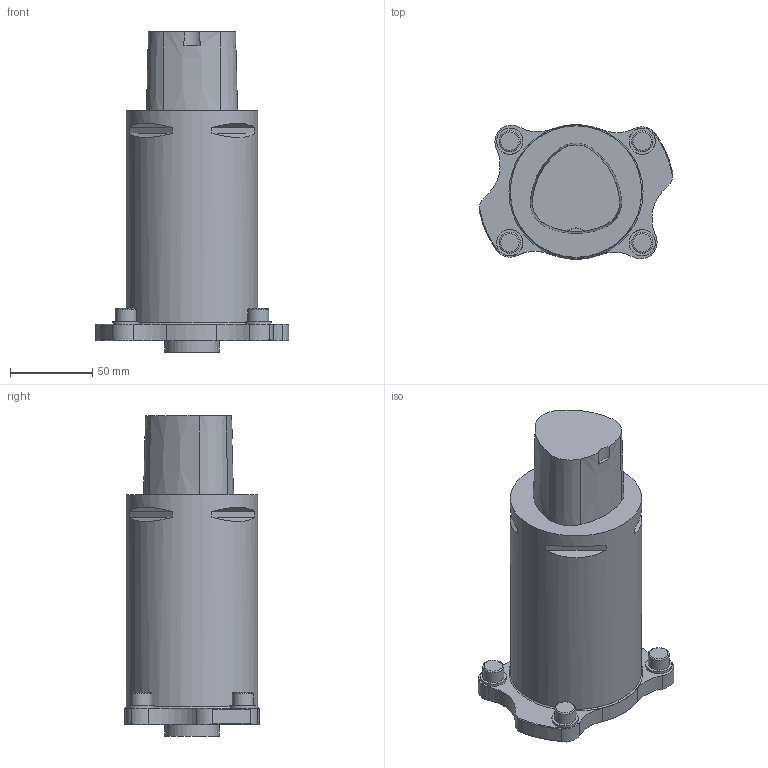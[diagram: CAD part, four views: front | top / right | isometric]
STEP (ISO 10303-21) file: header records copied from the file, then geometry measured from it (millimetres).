
FILE_DESCRIPTION(/* description */ (''),/* implementation_level */ '2;1');
FILE_NAME(/* name */ '1713862999116.stp',/* time_stamp */ '2024-04-23T11:03:24+02:00',/* author */ (''),/* organization */ ('SMS'),/* preprocessor_version */ 'ST-DEVELOPER v16.7',/* originating_system */ 'SIEMENS PLM Software NX 12.0',/* authorisation */ '');
FILE_SCHEMA (('AUTOMOTIVE_DESIGN { 1 0 10303 214 3 1 1 1 }'));
Length unit declared in the file: millimetre
Products named in the file (1): 205279975mod000_00
Bounding box: 117.72 x 81.83 x 195 mm (x, y, z)
Volume: 849323.3 mm3; surface area: 62748.7 mm2
Topology: 1 solids, 1 shells, 74 faces, 173 edges, 119 vertices
Faces by surface type: cylinder 29, plane 26, cone 14, torus 5
Full cylindrical faces by diameter (mm): 12.865 x4, 16 x4, 33 x1, 80 x1
Entity records: 2115 total; most frequent: CARTESIAN_POINT 395, DIRECTION 382, ORIENTED_EDGE 302, AXIS2_PLACEMENT_3D 171, EDGE_CURVE 151, VERTEX_POINT 109, EDGE_LOOP 104, CIRCLE 85
